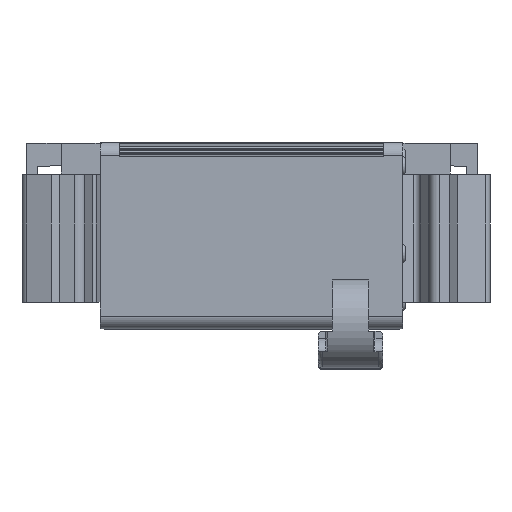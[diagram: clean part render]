
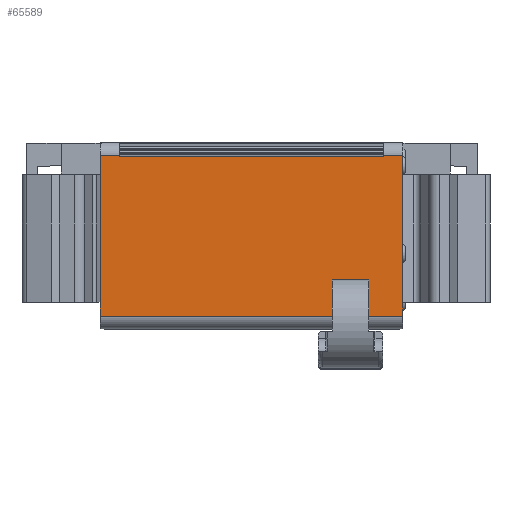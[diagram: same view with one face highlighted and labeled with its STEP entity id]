
A CAD part, left-side view. The second image highlights one B-rep face of the part: STEP entity #65589.
In plain terms, the highlighted planar face has unit normal (-1, 0, 0).
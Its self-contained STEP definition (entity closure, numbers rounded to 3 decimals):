
#2190=LINE('',#82778,#7364);
#2236=LINE('',#82925,#7410);
#5614=LINE('',#100201,#10788);
#5840=LINE('',#100929,#11014);
#5842=LINE('',#100935,#11016);
#5849=LINE('',#100956,#11023);
#5850=LINE('',#100960,#11024);
#6137=LINE('',#101993,#11311);
#6296=LINE('',#102364,#11470);
#6485=LINE('',#102817,#11659);
#6766=LINE('',#104488,#11940);
#6767=LINE('',#104490,#11941);
#7364=VECTOR('',#69688,1000.);
#7410=VECTOR('',#69790,1000.);
#10788=VECTOR('',#77312,1000.);
#11014=VECTOR('',#77876,1000.);
#11016=VECTOR('',#77882,1000.);
#11023=VECTOR('',#77895,1000.);
#11024=VECTOR('',#77900,1000.);
#11311=VECTOR('',#78615,1000.);
#11470=VECTOR('',#78908,1000.);
#11659=VECTOR('',#79339,1000.);
#11940=VECTOR('',#80062,1000.);
#11941=VECTOR('',#80065,1000.);
#24414=ORIENTED_EDGE('',*,*,#31694,.F.);
#24415=ORIENTED_EDGE('',*,*,#31706,.T.);
#24416=ORIENTED_EDGE('',*,*,#31708,.T.);
#24417=ORIENTED_EDGE('',*,*,#31697,.F.);
#24418=ORIENTED_EDGE('',*,*,#32896,.F.);
#24419=ORIENTED_EDGE('',*,*,#32295,.F.);
#24420=ORIENTED_EDGE('',*,*,#32524,.T.);
#24421=ORIENTED_EDGE('',*,*,#26717,.T.);
#24422=ORIENTED_EDGE('',*,*,#32895,.F.);
#24423=ORIENTED_EDGE('',*,*,#26649,.F.);
#24424=ORIENTED_EDGE('',*,*,#31387,.F.);
#24425=ORIENTED_EDGE('',*,*,#32108,.T.);
#26649=EDGE_CURVE('',#33659,#33660,#2190,.T.);
#26717=EDGE_CURVE('',#33728,#33727,#2236,.T.);
#31387=EDGE_CURVE('',#36866,#33659,#5614,.T.);
#31694=EDGE_CURVE('',#37076,#37078,#5840,.T.);
#31697=EDGE_CURVE('',#37078,#37080,#5842,.T.);
#31706=EDGE_CURVE('',#37076,#37084,#5849,.T.);
#31708=EDGE_CURVE('',#37084,#37080,#5850,.T.);
#32108=EDGE_CURVE('',#36866,#37336,#6137,.T.);
#32295=EDGE_CURVE('',#37473,#37474,#6296,.T.);
#32524=EDGE_CURVE('',#37473,#33728,#6485,.T.);
#32895=EDGE_CURVE('',#33660,#33727,#6766,.T.);
#32896=EDGE_CURVE('',#37474,#37336,#6767,.T.);
#33659=VERTEX_POINT('',#82777);
#33660=VERTEX_POINT('',#82779);
#33727=VERTEX_POINT('',#82924);
#33728=VERTEX_POINT('',#82926);
#36866=VERTEX_POINT('',#100200);
#37076=VERTEX_POINT('',#100927);
#37078=VERTEX_POINT('',#100930);
#37080=VERTEX_POINT('',#100936);
#37084=VERTEX_POINT('',#100957);
#37336=VERTEX_POINT('',#101992);
#37473=VERTEX_POINT('',#102363);
#37474=VERTEX_POINT('',#102365);
#41069=EDGE_LOOP('',(#24414,#24415,#24416,#24417));
#41070=EDGE_LOOP('',(#24418,#24419,#24420,#24421,#24422,#24423,#24424,#24425));
#43814=FACE_BOUND('',#41069,.T.);
#43815=FACE_BOUND('',#41070,.T.);
#45634=PLANE('',#68893);
#65589=ADVANCED_FACE('',(#43814,#43815),#45634,.T.);
#68893=AXIS2_PLACEMENT_3D('',#104489,#80063,#80064);
#69688=DIRECTION('',(0.,0.,-1.));
#69790=DIRECTION('',(0.,0.,-1.));
#77312=DIRECTION('',(0.,-1.,0.));
#77876=DIRECTION('',(0.,0.,-1.));
#77882=DIRECTION('',(0.,-1.,0.));
#77895=DIRECTION('',(0.,-1.,0.));
#77900=DIRECTION('',(0.,0.,-1.));
#78615=DIRECTION('',(0.,0.,-1.));
#78908=DIRECTION('',(0.,0.,-1.));
#79339=DIRECTION('',(0.,1.,0.));
#80062=DIRECTION('',(0.,-1.,0.));
#80063=DIRECTION('',(-1.,0.,0.));
#80064=DIRECTION('',(0.,0.,1.));
#80065=DIRECTION('',(0.,1.,0.));
#82777=CARTESIAN_POINT('',(-13.075,20.44,-1.));
#82778=CARTESIAN_POINT('',(-13.075,20.44,-13.45));
#82779=CARTESIAN_POINT('',(-13.075,20.44,-1.086));
#82924=CARTESIAN_POINT('',(-13.075,-0.03,-1.086));
#82925=CARTESIAN_POINT('',(-13.075,-0.03,-1.));
#82926=CARTESIAN_POINT('',(-13.075,-0.03,-1.));
#100200=CARTESIAN_POINT('',(-13.075,21.94,-1.));
#100201=CARTESIAN_POINT('',(-13.075,21.94,-1.));
#100927=CARTESIAN_POINT('',(-13.075,3.94,-10.612));
#100929=CARTESIAN_POINT('',(-13.075,3.94,0.));
#100930=CARTESIAN_POINT('',(-13.075,3.94,-12.8));
#100935=CARTESIAN_POINT('',(-13.075,5.04,-12.8));
#100936=CARTESIAN_POINT('',(-13.075,1.14,-12.8));
#100956=CARTESIAN_POINT('',(-13.075,5.04,-10.612));
#100957=CARTESIAN_POINT('',(-13.075,1.14,-10.612));
#100960=CARTESIAN_POINT('',(-13.075,1.14,0.));
#101992=CARTESIAN_POINT('',(-13.075,21.94,-13.45));
#101993=CARTESIAN_POINT('',(-13.075,21.94,-1.));
#102363=CARTESIAN_POINT('',(-13.075,-1.53,-1.));
#102364=CARTESIAN_POINT('',(-13.075,-1.53,-1.));
#102365=CARTESIAN_POINT('',(-13.075,-1.53,-13.45));
#102817=CARTESIAN_POINT('',(-13.075,-1.53,-1.));
#104488=CARTESIAN_POINT('',(-13.075,30.636,-1.086));
#104489=CARTESIAN_POINT('',(-13.075,5.08,0.));
#104490=CARTESIAN_POINT('',(-13.075,0.,-13.45));
